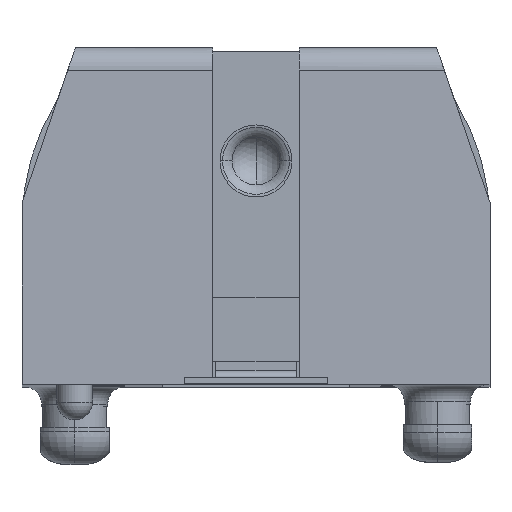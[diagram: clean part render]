
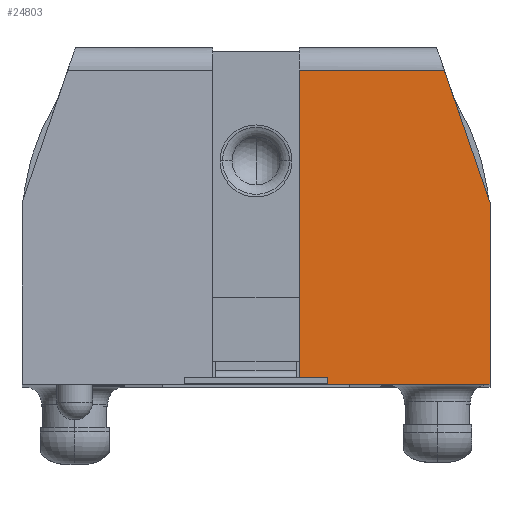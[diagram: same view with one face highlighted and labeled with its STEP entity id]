
A CAD part, top view. The second image highlights one B-rep face of the part: STEP entity #24803.
In plain terms, the highlighted planar face has unit normal (0, 0.018, 1).
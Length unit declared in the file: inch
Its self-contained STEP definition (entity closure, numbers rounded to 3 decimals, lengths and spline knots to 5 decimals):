
#150 = LINE ( 'NONE', #22819, #24015 ) ;
#1073 = CARTESIAN_POINT ( 'NONE',  ( 0.43825, 0.22278, 1.51292 ) ) ;
#2363 = CARTESIAN_POINT ( 'NONE',  ( 0.075, 0.5457, 1.50729 ) ) ;
#3090 = LINE ( 'NONE', #20761, #9236 ) ;
#3264 = DIRECTION ( 'NONE',  ( 0., 1., -0.017 ) ) ;
#3528 = PLANE ( 'NONE',  #23815 ) ;
#4272 = VECTOR ( 'NONE', #14960, 39.37008 ) ;
#4311 = CARTESIAN_POINT ( 'NONE',  ( 0.4065, -0.068, 1.518 ) ) ;
#4929 = VECTOR ( 'NONE', #3264, 39.37008 ) ;
#6624 = DIRECTION ( 'NONE',  ( 0., -1., 0.017 ) ) ;
#6665 = DIRECTION ( 'NONE',  ( -1., 0., 0. ) ) ;
#7325 = CARTESIAN_POINT ( 'NONE',  ( 0.4065, 0.315, 1.51131 ) ) ;
#8169 = DIRECTION ( 'NONE',  ( 0., -1., 0.017 ) ) ;
#8210 = ORIENTED_EDGE ( 'NONE', *, *, #20192, .F. ) ;
#8807 = ORIENTED_EDGE ( 'NONE', *, *, #26941, .T. ) ;
#8977 = LINE ( 'NONE', #1073, #4272 ) ;
#9091 = ORIENTED_EDGE ( 'NONE', *, *, #20825, .F. ) ;
#9236 = VECTOR ( 'NONE', #9260, 39.37008 ) ;
#9260 = DIRECTION ( 'NONE',  ( -1., 0., 0. ) ) ;
#11061 = LINE ( 'NONE', #17106, #4929 ) ;
#12371 = ORIENTED_EDGE ( 'NONE', *, *, #13238, .F. ) ;
#13238 = EDGE_CURVE ( 'NONE', #28981, #20652, #16612, .T. ) ;
#13268 = ORIENTED_EDGE ( 'NONE', *, *, #19300, .F. ) ;
#14960 = DIRECTION ( 'NONE',  ( 0.326, -0.945, 0.017 ) ) ;
#16612 = LINE ( 'NONE', #4311, #28148 ) ;
#16753 = CARTESIAN_POINT ( 'NONE',  ( 0.4065, 0., 1.51681 ) ) ;
#17106 = CARTESIAN_POINT ( 'NONE',  ( 0.075, -0.068, 1.518 ) ) ;
#18315 = EDGE_LOOP ( 'NONE', ( #13268, #8807, #8210, #9091, #12371 ) ) ;
#19300 = EDGE_CURVE ( 'NONE', #21416, #28981, #8977, .T. ) ;
#19372 = VERTEX_POINT ( 'NONE', #26839 ) ;
#19693 = CARTESIAN_POINT ( 'NONE',  ( -0.4065, -0.068, 1.518 ) ) ;
#19847 = CARTESIAN_POINT ( 'NONE',  ( 0.32706, 0.5457, 1.50729 ) ) ;
#20192 = EDGE_CURVE ( 'NONE', #19372, #28859, #11061, .T. ) ;
#20652 = VERTEX_POINT ( 'NONE', #16753 ) ;
#20761 = CARTESIAN_POINT ( 'NONE',  ( -0.4065, 0., 1.51681 ) ) ;
#20825 = EDGE_CURVE ( 'NONE', #20652, #19372, #3090, .T. ) ;
#21416 = VERTEX_POINT ( 'NONE', #19847 ) ;
#21993 = DIRECTION ( 'NONE',  ( 0., 0.017, 1. ) ) ;
#22819 = CARTESIAN_POINT ( 'NONE',  ( 0.075, 0.5457, 1.50729 ) ) ;
#23815 = AXIS2_PLACEMENT_3D ( 'NONE', #19693, #21993, #8169 ) ;
#24015 = VECTOR ( 'NONE', #6665, 39.37008 ) ;
#24803 = ADVANCED_FACE ( 'NONE', ( #25280 ), #3528, .T. ) ;
#25280 = FACE_OUTER_BOUND ( 'NONE', #18315, .T. ) ;
#26839 = CARTESIAN_POINT ( 'NONE',  ( 0.075, 0., 1.51681 ) ) ;
#26941 = EDGE_CURVE ( 'NONE', #21416, #28859, #150, .T. ) ;
#28148 = VECTOR ( 'NONE', #6624, 39.37008 ) ;
#28859 = VERTEX_POINT ( 'NONE', #2363 ) ;
#28981 = VERTEX_POINT ( 'NONE', #7325 ) ;
